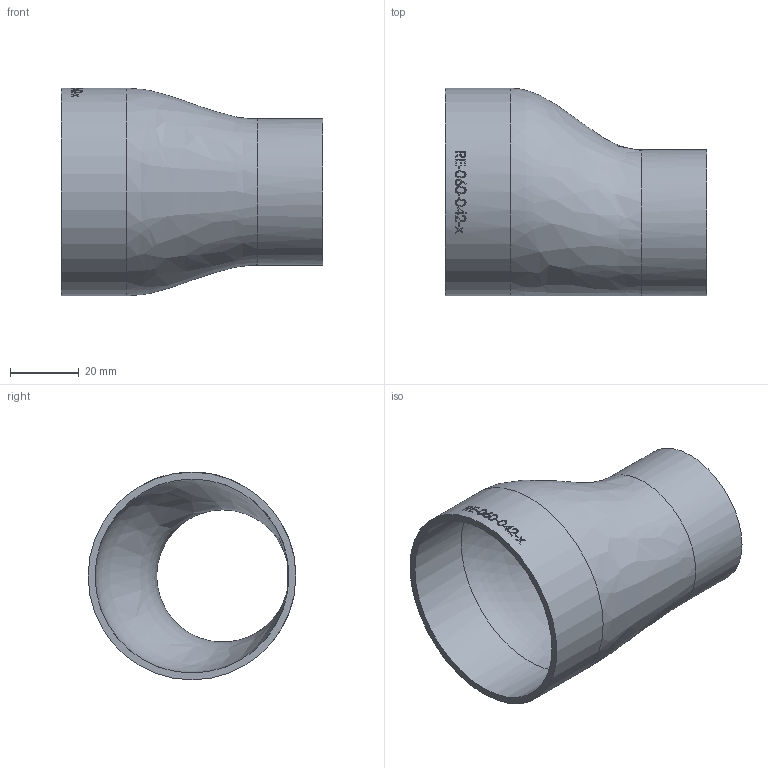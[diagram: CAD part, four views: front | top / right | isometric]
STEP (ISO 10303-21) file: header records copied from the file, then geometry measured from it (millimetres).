
FILE_DESCRIPTION (( 'STEP AP214' ), '1' );
FILE_NAME ('RE-060-042-x Reduzierung Exzenter 60,3x42,4x2,0x2,0 BL76 2012.STEP', '2020-12-30T12:28:52', ( '' ), ( '' ), 'SwSTEP 2.0', 'SolidWorks 2019', '' );
FILE_SCHEMA (( 'AUTOMOTIVE_DESIGN' ));
Length unit declared in the file: millimetre
Products named in the file (1): RE-060-042-x Reduzierung Exzenter 60,3x42,4x2,0x2,0 BL76 2012
Bounding box: 76 x 60.3 x 60.3 mm (x, y, z)
Volume: 24319.8 mm3; surface area: 24737.1 mm2
Topology: 1 solids, 1 shells, 142 faces, 369 edges, 246 vertices
Faces by surface type: bspline 67, plane 53, cylinder 22
Full cylindrical faces by diameter (mm): 38.4 x1, 42.4 x1, 56.3 x1, 60.3 x1
Entity records: 15154 total; most frequent: CARTESIAN_POINT 10837, ORIENTED_EDGE 712, DIRECTION 364, EDGE_CURVE 356, VERTEX_POINT 240, B_SPLINE_CURVE_WITH_KNOTS 209, EDGE_LOOP 168, FACE_OUTER_BOUND 148
